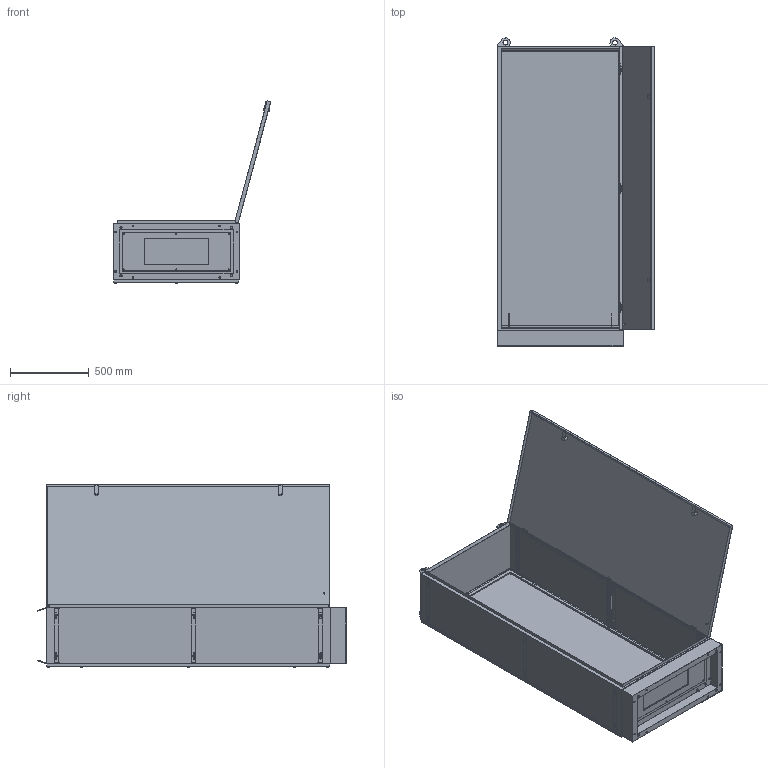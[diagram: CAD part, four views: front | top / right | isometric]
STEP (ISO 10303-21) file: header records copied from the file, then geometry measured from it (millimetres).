
FILE_DESCRIPTION (( 'STEP AP214' ), '1' );
FILE_NAME ('ShMP_18.8.4.STEP', '2017-03-07T05:54:49', ( '' ), ( '' ), 'SwSTEP 2.0', 'SolidWorks 2014', '' );
FILE_SCHEMA (( 'AUTOMOTIVE_DESIGN' ));
Length unit declared in the file: millimetre
Products named in the file (11): SC GOST 11644_gost_‚¨­â A.M6x0,5x35-28 ƒŽ‘’ 11644-75; Obolochka_18_8_4; Hex Bolt 15589_gost_伄 M8x20 儙憭 15589-70; Gaika_8; Z-Profil; Gaika_6; Dver_18_8; Kryshka_-01; Stenka_18_8; Tsokol; ShMP_18.8.4
Assembly tree (53 placements, depth 2):
  ShMP_18.8.4
    Obolochka_18_8_4
    Kryshka_-01
    Stenka_18_8
    Dver_18_8
    Tsokol
    SC GOST 11644_gost_‚¨­â A.M6x0,5x35-28 ƒŽ‘’ 11644-75  x8
    Z-Profil  x6
    Gaika_8  x20
    Gaika_6  x6
    Hex Bolt 15589_gost_伄 M8x20 儙憭 15589-70  x8
Bounding box: 999.61 x 1954.65 x 1157.65 mm (x, y, z)
Volume: 7606275.7 mm3; surface area: 12245654.8 mm2
Topology: 59 solids, 59 shells, 1439 faces, 3554 edges, 2300 vertices
Faces by surface type: plane 814, cylinder 517, cone 92, torus 16
Entity records: 20903 total; most frequent: DIRECTION 3645, CARTESIAN_POINT 3529, ORIENTED_EDGE 3270, EDGE_CURVE 1635, AXIS2_PLACEMENT_3D 1316, VERTEX_POINT 1066, VECTOR 1013, LINE 1013
